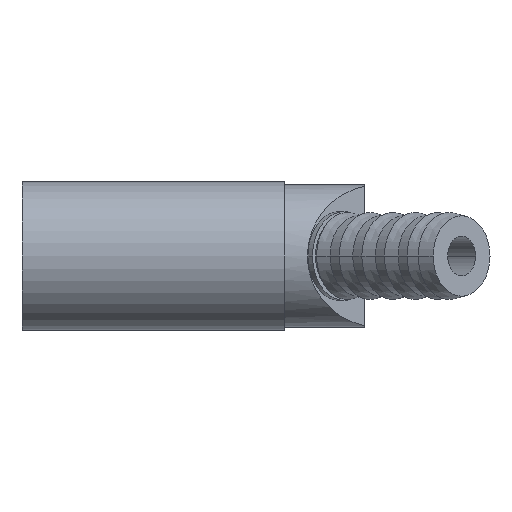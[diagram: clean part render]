
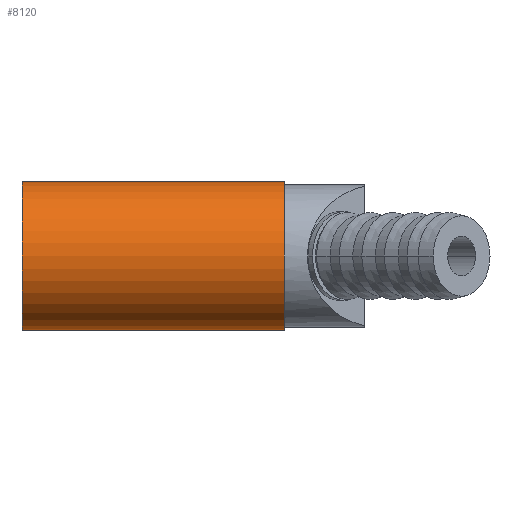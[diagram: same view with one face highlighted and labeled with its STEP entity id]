
A CAD part, front view. The second image highlights one B-rep face of the part: STEP entity #8120.
In plain terms, the highlighted cylindrical face has radius 11.3 mm (diameter 22.6 mm), a partial arc.
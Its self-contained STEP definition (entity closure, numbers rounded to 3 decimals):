
#36 = ORIENTED_EDGE ( 'NONE', *, *, #2147, .F. ) ;
#86 = DIRECTION ( 'NONE',  ( -1., 0., 0. ) ) ;
#584 = VERTEX_POINT ( 'NONE', #1629 ) ;
#788 = FACE_OUTER_BOUND ( 'NONE', #2909, .T. ) ;
#824 = AXIS2_PLACEMENT_3D ( 'NONE', #7606, #6323, #4861 ) ;
#1153 = CARTESIAN_POINT ( 'NONE',  ( 39.8, 0., 0. ) ) ;
#1460 = ORIENTED_EDGE ( 'NONE', *, *, #4006, .T. ) ;
#1629 = CARTESIAN_POINT ( 'NONE',  ( 0., 0., 11.3 ) ) ;
#1948 = LINE ( 'NONE', #5838, #3932 ) ;
#2147 = EDGE_CURVE ( 'NONE', #5167, #584, #2508, .T. ) ;
#2211 = CARTESIAN_POINT ( 'NONE',  ( 39.8, 0., 11.3 ) ) ;
#2508 = CIRCLE ( 'NONE', #824, 11.3 ) ;
#2597 = DIRECTION ( 'NONE',  ( -1., 0., 0. ) ) ;
#2638 = CARTESIAN_POINT ( 'NONE',  ( 0., 0., -11.3 ) ) ;
#2688 = LINE ( 'NONE', #2638, #7321 ) ;
#2909 = EDGE_LOOP ( 'NONE', ( #3988, #8117, #1460, #36 ) ) ;
#3151 = VERTEX_POINT ( 'NONE', #2211 ) ;
#3479 = CYLINDRICAL_SURFACE ( 'NONE', #6612, 11.3 ) ;
#3932 = VECTOR ( 'NONE', #4644, 1000. ) ;
#3988 = ORIENTED_EDGE ( 'NONE', *, *, #8133, .F. ) ;
#4006 = EDGE_CURVE ( 'NONE', #3151, #584, #1948, .T. ) ;
#4639 = CIRCLE ( 'NONE', #5201, 11.3 ) ;
#4644 = DIRECTION ( 'NONE',  ( -1., 0., 0. ) ) ;
#4852 = EDGE_CURVE ( 'NONE', #6554, #3151, #4639, .T. ) ;
#4861 = DIRECTION ( 'NONE',  ( 0., 0., 1. ) ) ;
#5167 = VERTEX_POINT ( 'NONE', #6417 ) ;
#5201 = AXIS2_PLACEMENT_3D ( 'NONE', #1153, #5878, #6587 ) ;
#5293 = DIRECTION ( 'NONE',  ( 0., 0., 1. ) ) ;
#5838 = CARTESIAN_POINT ( 'NONE',  ( 0., 0., 11.3 ) ) ;
#5878 = DIRECTION ( 'NONE',  ( -1., 0., 0. ) ) ;
#6002 = CARTESIAN_POINT ( 'NONE',  ( 0., 0., 0. ) ) ;
#6323 = DIRECTION ( 'NONE',  ( -1., 0., 0. ) ) ;
#6417 = CARTESIAN_POINT ( 'NONE',  ( 0., 0., -11.3 ) ) ;
#6554 = VERTEX_POINT ( 'NONE', #7176 ) ;
#6587 = DIRECTION ( 'NONE',  ( 0., 0., 1. ) ) ;
#6612 = AXIS2_PLACEMENT_3D ( 'NONE', #6002, #2597, #5293 ) ;
#7176 = CARTESIAN_POINT ( 'NONE',  ( 39.8, 0., -11.3 ) ) ;
#7321 = VECTOR ( 'NONE', #86, 1000. ) ;
#7606 = CARTESIAN_POINT ( 'NONE',  ( 0., 0., 0. ) ) ;
#8117 = ORIENTED_EDGE ( 'NONE', *, *, #4852, .T. ) ;
#8120 = ADVANCED_FACE ( 'NONE', ( #788 ), #3479, .T. ) ;
#8133 = EDGE_CURVE ( 'NONE', #6554, #5167, #2688, .T. ) ;
